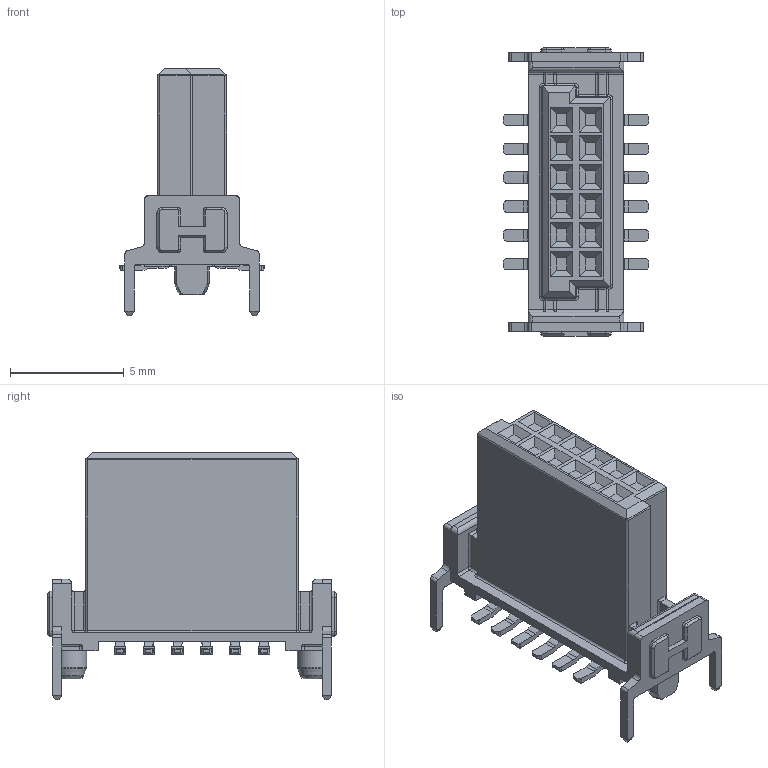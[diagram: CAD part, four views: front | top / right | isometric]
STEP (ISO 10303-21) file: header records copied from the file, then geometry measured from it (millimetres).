
FILE_DESCRIPTION(/* description */ (''),/* implementation_level */ '2;1');
FILE_NAME(/* name */ '100632584ugm000_a.stp',/* time_stamp */ '2016-04-25T08:49:01+02:00',/* author */ (''),/* organization */ (''),/* preprocessor_version */ 'ST-DEVELOPER v16',/* originating_system */ 'SIEMENS PLM Software NX 10.0',/* authorisation */ '');
FILE_SCHEMA (('AUTOMOTIVE_DESIGN { 1 0 10303 214 3 1 1 1 }'));
Length unit declared in the file: millimetre
Products named in the file (1): 100632584ugm000_a
Bounding box: 6.4 x 12.7 x 10.91 mm (x, y, z)
Volume: 267.9 mm3; surface area: 448.7 mm2
Topology: 1 solids, 1 shells, 660 faces, 1764 edges, 1117 vertices
Faces by surface type: plane 408, cylinder 208, cone 18, sphere 16, bspline 10
Entity records: 23250 total; most frequent: CARTESIAN_POINT 4404, ORIENTED_EDGE 3496, DIRECTION 3210, EDGE_CURVE 1748, LINE 1180, VECTOR 1180, VERTEX_POINT 1116, AXIS2_PLACEMENT_3D 1015
